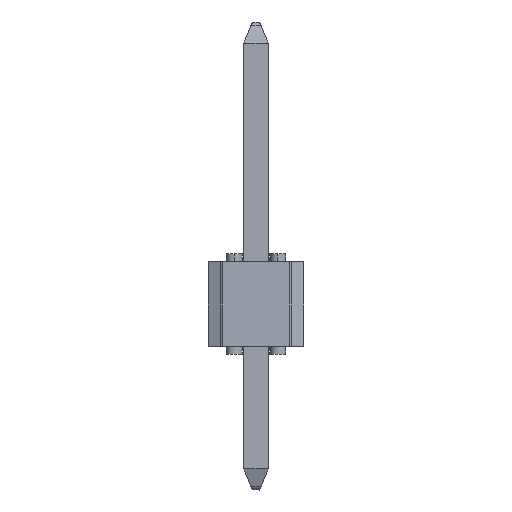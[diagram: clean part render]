
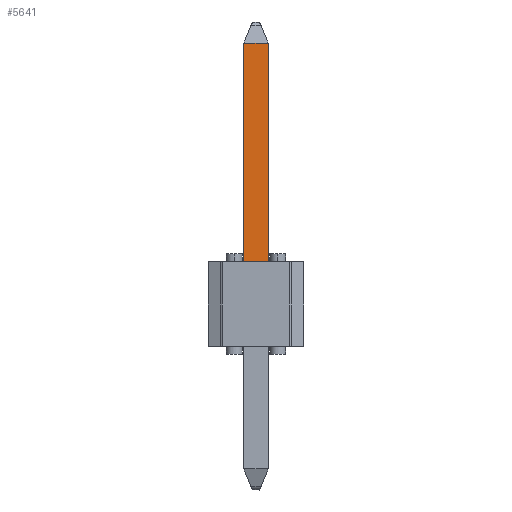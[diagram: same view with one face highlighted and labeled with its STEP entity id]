
A CAD part, left-side view. The second image highlights one B-rep face of the part: STEP entity #5641.
In plain terms, the highlighted planar face has unit normal (-1, 0, 0).
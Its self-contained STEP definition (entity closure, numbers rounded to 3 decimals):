
#1153=DIRECTION('',(0.,-1.,0.));
#1154=VECTOR('',#1153,0.617);
#1155=CARTESIAN_POINT('',(13.188,-3.022,
-2.937));
#1156=LINE('4224',#1155,#1154);
#1525=DIRECTION('',(0.,0.,-1.));
#1526=VECTOR('',#1525,5.51);
#1527=CARTESIAN_POINT('',(13.188,-3.022,2.573));
#1528=LINE('4231',#1527,#1526);
#1529=DIRECTION('',(0.,-1.,0.));
#1530=VECTOR('',#1529,0.617);
#1531=CARTESIAN_POINT('',(13.188,-3.022,2.573));
#1532=LINE('4204',#1531,#1530);
#1533=DIRECTION('',(0.,0.,1.));
#1534=VECTOR('',#1533,5.51);
#1535=CARTESIAN_POINT('',(13.188,-3.639,
-2.937));
#1536=LINE('4234',#1535,#1534);
#3407=CARTESIAN_POINT('',(13.188,-3.022,2.573));
#3409=VERTEX_POINT('',#3407);
#3413=CARTESIAN_POINT('',(13.188,-3.639,2.573));
#3415=VERTEX_POINT('',#3413);
#3443=CARTESIAN_POINT('',(13.188,-3.022,
-2.937));
#3444=CARTESIAN_POINT('',(13.188,-3.639,
-2.937));
#3445=VERTEX_POINT('',#3443);
#3446=VERTEX_POINT('',#3444);
#5628=CARTESIAN_POINT('',(13.188,-3.33,
-3.322));
#5629=DIRECTION('',(-1.,0.,0.));
#5630=DIRECTION('',(0.,-1.,0.));
#5631=AXIS2_PLACEMENT_3D('',#5628,#5629,#5630);
#5632=PLANE('3820',#5631);
#5633=ORIENTED_EDGE('4224',*,*,#5000,.F.);
#5635=ORIENTED_EDGE('4231',*,*,#5634,.F.);
#5637=ORIENTED_EDGE('4204',*,*,#5636,.T.);
#5638=ORIENTED_EDGE('4234',*,*,#5620,.F.);
#5639=EDGE_LOOP('3820',(#5633,#5635,#5637,#5638));
#5640=FACE_OUTER_BOUND('3820',#5639,.F.);
#5641=ADVANCED_FACE('3820',(#5640),#5632,.T.);
#5000=EDGE_CURVE('4224',#3445,#3446,#1156,.T.);
#5620=EDGE_CURVE('4234',#3446,#3415,#1536,.T.);
#5634=EDGE_CURVE('4231',#3409,#3445,#1528,.T.);
#5636=EDGE_CURVE('4204',#3409,#3415,#1532,.T.);
